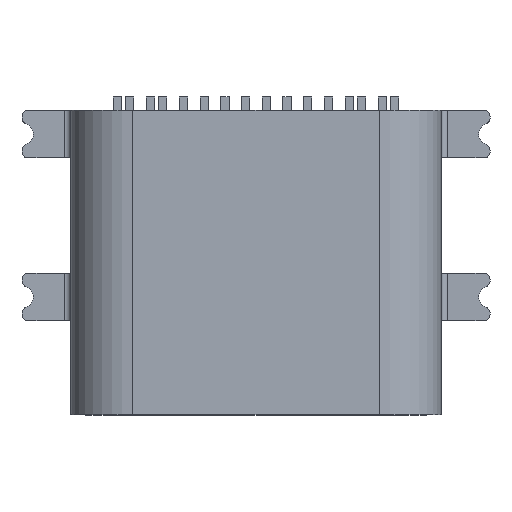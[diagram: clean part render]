
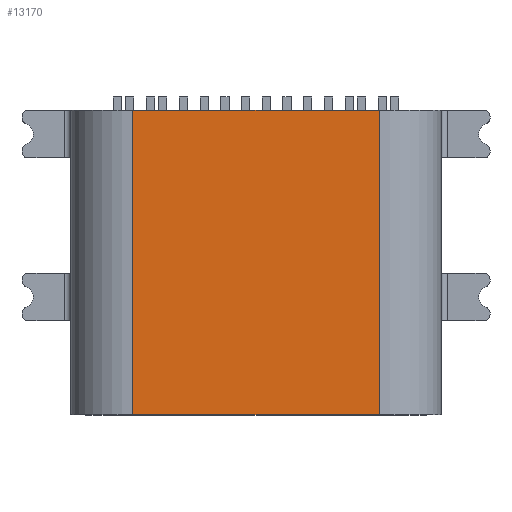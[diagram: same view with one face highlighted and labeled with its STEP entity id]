
A CAD part, top view. The second image highlights one B-rep face of the part: STEP entity #13170.
In plain terms, the highlighted planar face has unit normal (0, 0, 1).
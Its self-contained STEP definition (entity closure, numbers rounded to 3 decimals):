
#2017 = PLANE('',#2018);
#2018 = AXIS2_PLACEMENT_3D('',#2019,#2020,#2021);
#2019 = CARTESIAN_POINT('',(-4.47,3.675,0.));
#2020 = DIRECTION('',(0.,1.,0.));
#2021 = DIRECTION('',(1.,0.,0.));
#3600 = PLANE('',#3601);
#3601 = AXIS2_PLACEMENT_3D('',#3602,#3603,#3604);
#3602 = CARTESIAN_POINT('',(4.47,-3.675,0.));
#3603 = DIRECTION('',(0.,-1.,0.));
#3604 = DIRECTION('',(-1.,0.,0.));
#8337 = VERTEX_POINT('',#8338);
#8338 = CARTESIAN_POINT('',(-2.97,3.675,3.16));
#8353 = CYLINDRICAL_SURFACE('',#8354,1.5);
#8354 = AXIS2_PLACEMENT_3D('',#8355,#8356,#8357);
#8355 = CARTESIAN_POINT('',(-2.97,-3.675,1.66));
#8356 = DIRECTION('',(0.,1.,0.));
#8357 = DIRECTION('',(-1.,0.,0.));
#8365 = EDGE_CURVE('',#8337,#8366,#8368,.T.);
#8366 = VERTEX_POINT('',#8367);
#8367 = CARTESIAN_POINT('',(2.97,3.675,3.16));
#8368 = SURFACE_CURVE('',#8369,(#8373,#8380),.PCURVE_S1.);
#8369 = LINE('',#8370,#8371);
#8370 = CARTESIAN_POINT('',(-4.47,3.675,3.16));
#8371 = VECTOR('',#8372,1.);
#8372 = DIRECTION('',(1.,0.,0.));
#8373 = PCURVE('',#2017,#8374);
#8374 = DEFINITIONAL_REPRESENTATION('',(#8375),#8379);
#8375 = LINE('',#8376,#8377);
#8376 = CARTESIAN_POINT('',(0.,-3.16));
#8377 = VECTOR('',#8378,1.);
#8378 = DIRECTION('',(1.,0.));
#8379 = ( GEOMETRIC_REPRESENTATION_CONTEXT(2) 
PARAMETRIC_REPRESENTATION_CONTEXT() REPRESENTATION_CONTEXT('2D SPACE',''
  ) );
#8380 = PCURVE('',#8381,#8386);
#8381 = PLANE('',#8382);
#8382 = AXIS2_PLACEMENT_3D('',#8383,#8384,#8385);
#8383 = CARTESIAN_POINT('',(-4.47,3.675,3.16));
#8384 = DIRECTION('',(0.,0.,1.));
#8385 = DIRECTION('',(1.,0.,0.));
#8386 = DEFINITIONAL_REPRESENTATION('',(#8387),#8391);
#8387 = LINE('',#8388,#8389);
#8388 = CARTESIAN_POINT('',(0.,0.));
#8389 = VECTOR('',#8390,1.);
#8390 = DIRECTION('',(1.,0.));
#8391 = ( GEOMETRIC_REPRESENTATION_CONTEXT(2) 
PARAMETRIC_REPRESENTATION_CONTEXT() REPRESENTATION_CONTEXT('2D SPACE',''
  ) );
#8414 = CYLINDRICAL_SURFACE('',#8415,1.5);
#8415 = AXIS2_PLACEMENT_3D('',#8416,#8417,#8418);
#8416 = CARTESIAN_POINT('',(2.97,3.675,1.66));
#8417 = DIRECTION('',(0.,-1.,0.));
#8418 = DIRECTION('',(1.,0.,0.));
#10742 = VERTEX_POINT('',#10743);
#10743 = CARTESIAN_POINT('',(2.97,-3.675,3.16));
#10765 = EDGE_CURVE('',#10742,#10766,#10768,.T.);
#10766 = VERTEX_POINT('',#10767);
#10767 = CARTESIAN_POINT('',(-2.97,-3.675,3.16));
#10768 = SURFACE_CURVE('',#10769,(#10773,#10780),.PCURVE_S1.);
#10769 = LINE('',#10770,#10771);
#10770 = CARTESIAN_POINT('',(4.47,-3.675,3.16));
#10771 = VECTOR('',#10772,1.);
#10772 = DIRECTION('',(-1.,0.,0.));
#10773 = PCURVE('',#3600,#10774);
#10774 = DEFINITIONAL_REPRESENTATION('',(#10775),#10779);
#10775 = LINE('',#10776,#10777);
#10776 = CARTESIAN_POINT('',(0.,-3.16));
#10777 = VECTOR('',#10778,1.);
#10778 = DIRECTION('',(1.,0.));
#10779 = ( GEOMETRIC_REPRESENTATION_CONTEXT(2) 
PARAMETRIC_REPRESENTATION_CONTEXT() REPRESENTATION_CONTEXT('2D SPACE',''
  ) );
#10780 = PCURVE('',#8381,#10781);
#10781 = DEFINITIONAL_REPRESENTATION('',(#10782),#10786);
#10782 = LINE('',#10783,#10784);
#10783 = CARTESIAN_POINT('',(8.94,-7.35));
#10784 = VECTOR('',#10785,1.);
#10785 = DIRECTION('',(-1.,0.));
#10786 = ( GEOMETRIC_REPRESENTATION_CONTEXT(2) 
PARAMETRIC_REPRESENTATION_CONTEXT() REPRESENTATION_CONTEXT('2D SPACE',''
  ) );
#13148 = EDGE_CURVE('',#8366,#10742,#13149,.T.);
#13149 = SURFACE_CURVE('',#13150,(#13154,#13161),.PCURVE_S1.);
#13150 = LINE('',#13151,#13152);
#13151 = CARTESIAN_POINT('',(2.97,3.675,3.16));
#13152 = VECTOR('',#13153,1.);
#13153 = DIRECTION('',(0.,-1.,0.));
#13154 = PCURVE('',#8414,#13155);
#13155 = DEFINITIONAL_REPRESENTATION('',(#13156),#13160);
#13156 = LINE('',#13157,#13158);
#13157 = CARTESIAN_POINT('',(1.571,0.));
#13158 = VECTOR('',#13159,1.);
#13159 = DIRECTION('',(0.,1.));
#13160 = ( GEOMETRIC_REPRESENTATION_CONTEXT(2) 
PARAMETRIC_REPRESENTATION_CONTEXT() REPRESENTATION_CONTEXT('2D SPACE',''
  ) );
#13161 = PCURVE('',#8381,#13162);
#13162 = DEFINITIONAL_REPRESENTATION('',(#13163),#13167);
#13163 = LINE('',#13164,#13165);
#13164 = CARTESIAN_POINT('',(7.44,0.));
#13165 = VECTOR('',#13166,1.);
#13166 = DIRECTION('',(0.,-1.));
#13167 = ( GEOMETRIC_REPRESENTATION_CONTEXT(2) 
PARAMETRIC_REPRESENTATION_CONTEXT() REPRESENTATION_CONTEXT('2D SPACE',''
  ) );
#13170 = ADVANCED_FACE('',(#13171),#8381,.T.);
#13171 = FACE_BOUND('',#13172,.T.);
#13172 = EDGE_LOOP('',(#13173,#13174,#13195,#13196));
#13173 = ORIENTED_EDGE('',*,*,#8365,.F.);
#13174 = ORIENTED_EDGE('',*,*,#13175,.F.);
#13175 = EDGE_CURVE('',#10766,#8337,#13176,.T.);
#13176 = SURFACE_CURVE('',#13177,(#13181,#13188),.PCURVE_S1.);
#13177 = LINE('',#13178,#13179);
#13178 = CARTESIAN_POINT('',(-2.97,-3.675,3.16));
#13179 = VECTOR('',#13180,1.);
#13180 = DIRECTION('',(0.,1.,0.));
#13181 = PCURVE('',#8381,#13182);
#13182 = DEFINITIONAL_REPRESENTATION('',(#13183),#13187);
#13183 = LINE('',#13184,#13185);
#13184 = CARTESIAN_POINT('',(1.5,-7.35));
#13185 = VECTOR('',#13186,1.);
#13186 = DIRECTION('',(0.,1.));
#13187 = ( GEOMETRIC_REPRESENTATION_CONTEXT(2) 
PARAMETRIC_REPRESENTATION_CONTEXT() REPRESENTATION_CONTEXT('2D SPACE',''
  ) );
#13188 = PCURVE('',#8353,#13189);
#13189 = DEFINITIONAL_REPRESENTATION('',(#13190),#13194);
#13190 = LINE('',#13191,#13192);
#13191 = CARTESIAN_POINT('',(1.571,0.));
#13192 = VECTOR('',#13193,1.);
#13193 = DIRECTION('',(0.,1.));
#13194 = ( GEOMETRIC_REPRESENTATION_CONTEXT(2) 
PARAMETRIC_REPRESENTATION_CONTEXT() REPRESENTATION_CONTEXT('2D SPACE',''
  ) );
#13195 = ORIENTED_EDGE('',*,*,#10765,.F.);
#13196 = ORIENTED_EDGE('',*,*,#13148,.F.);
